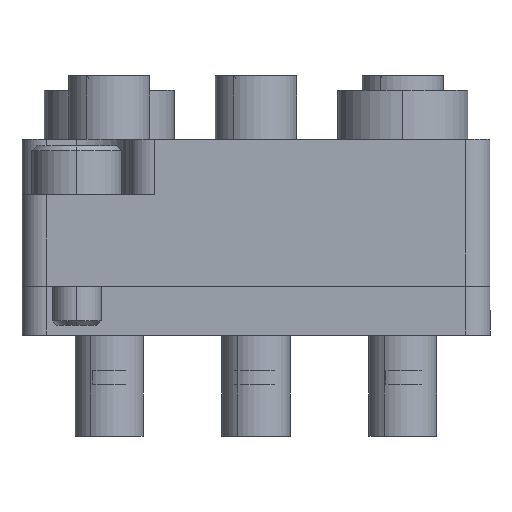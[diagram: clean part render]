
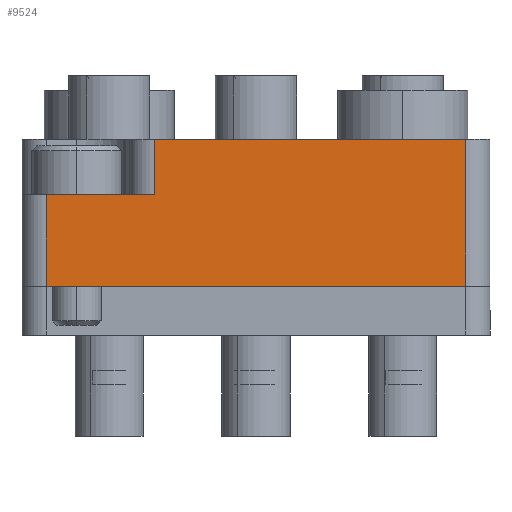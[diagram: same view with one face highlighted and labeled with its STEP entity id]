
A CAD part, front view. The second image highlights one B-rep face of the part: STEP entity #9524.
In plain terms, the highlighted face is planar.
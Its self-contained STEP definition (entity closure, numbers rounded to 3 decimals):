
#380 = VERTEX_POINT ( 'NONE', #792 ) ;
#559 = VERTEX_POINT ( 'NONE', #13133 ) ;
#690 = EDGE_LOOP ( 'NONE', ( #15468, #17301, #12601, #6544, #18055, #1896 ) ) ;
#792 = CARTESIAN_POINT ( 'NONE',  ( 30., 0., 12.85 ) ) ;
#1654 = DIRECTION ( 'NONE',  ( 0., -1., 0. ) ) ;
#1896 = ORIENTED_EDGE ( 'NONE', *, *, #18817, .T. ) ;
#2056 = DIRECTION ( 'NONE',  ( 0., 0., -1. ) ) ;
#2291 = DIRECTION ( 'NONE',  ( 1., 0., 0. ) ) ;
#3729 = AXIS2_PLACEMENT_3D ( 'NONE', #16721, #2291, #5531 ) ;
#3973 = CARTESIAN_POINT ( 'NONE',  ( 30., 9., 6.25 ) ) ;
#4114 = VECTOR ( 'NONE', #9153, 1000. ) ;
#4949 = CARTESIAN_POINT ( 'NONE',  ( 30., 5.6, 12.85 ) ) ;
#5531 = DIRECTION ( 'NONE',  ( 0., 1., 0. ) ) ;
#5791 = VECTOR ( 'NONE', #9203, 1000. ) ;
#5829 = VERTEX_POINT ( 'NONE', #4949 ) ;
#5967 = VERTEX_POINT ( 'NONE', #3973 ) ;
#6544 = ORIENTED_EDGE ( 'NONE', *, *, #8354, .T. ) ;
#6839 = LINE ( 'NONE', #13396, #5791 ) ;
#7145 = VECTOR ( 'NONE', #1654, 1000. ) ;
#7266 = FACE_OUTER_BOUND ( 'NONE', #690, .T. ) ;
#7316 = LINE ( 'NONE', #20424, #8878 ) ;
#8354 = EDGE_CURVE ( 'NONE', #5967, #10026, #11239, .T. ) ;
#8878 = VECTOR ( 'NONE', #17309, 1000. ) ;
#9153 = DIRECTION ( 'NONE',  ( 0., 1., 0. ) ) ;
#9203 = DIRECTION ( 'NONE',  ( 0., -1., 0. ) ) ;
#9288 = VECTOR ( 'NONE', #2056, 1000. ) ;
#9524 = ADVANCED_FACE ( 'NONE', ( #7266 ), #20271, .T. ) ;
#9660 = CARTESIAN_POINT ( 'NONE',  ( 30., 5.6, 6.25 ) ) ;
#10026 = VERTEX_POINT ( 'NONE', #9660 ) ;
#11081 = CARTESIAN_POINT ( 'NONE',  ( 30., 5.6, 7.75 ) ) ;
#11239 = LINE ( 'NONE', #21241, #7145 ) ;
#12494 = EDGE_CURVE ( 'NONE', #14836, #559, #16125, .T. ) ;
#12601 = ORIENTED_EDGE ( 'NONE', *, *, #18308, .F. ) ;
#13133 = CARTESIAN_POINT ( 'NONE',  ( 30., 9., -12.85 ) ) ;
#13396 = CARTESIAN_POINT ( 'NONE',  ( 30., 0., 12.85 ) ) ;
#14836 = VERTEX_POINT ( 'NONE', #15006 ) ;
#15006 = CARTESIAN_POINT ( 'NONE',  ( 30., 0., -12.85 ) ) ;
#15468 = ORIENTED_EDGE ( 'NONE', *, *, #16494, .T. ) ;
#15578 = EDGE_CURVE ( 'NONE', #5829, #10026, #19364, .T. ) ;
#16113 = VECTOR ( 'NONE', #16139, 1000. ) ;
#16125 = LINE ( 'NONE', #20634, #4114 ) ;
#16139 = DIRECTION ( 'NONE',  ( 0., 0., -1. ) ) ;
#16494 = EDGE_CURVE ( 'NONE', #380, #14836, #18635, .T. ) ;
#16591 = CARTESIAN_POINT ( 'NONE',  ( 30., 0., 14.35 ) ) ;
#16721 = CARTESIAN_POINT ( 'NONE',  ( 30., 9., 14.35 ) ) ;
#17301 = ORIENTED_EDGE ( 'NONE', *, *, #12494, .T. ) ;
#17309 = DIRECTION ( 'NONE',  ( 0., 0., -1. ) ) ;
#18055 = ORIENTED_EDGE ( 'NONE', *, *, #15578, .F. ) ;
#18308 = EDGE_CURVE ( 'NONE', #5967, #559, #7316, .T. ) ;
#18635 = LINE ( 'NONE', #16591, #9288 ) ;
#18817 = EDGE_CURVE ( 'NONE', #5829, #380, #6839, .T. ) ;
#19364 = LINE ( 'NONE', #11081, #16113 ) ;
#20271 = PLANE ( 'NONE',  #3729 ) ;
#20424 = CARTESIAN_POINT ( 'NONE',  ( 30., 9., 14.35 ) ) ;
#20634 = CARTESIAN_POINT ( 'NONE',  ( 30., 9., -12.85 ) ) ;
#21241 = CARTESIAN_POINT ( 'NONE',  ( 30., 5.6, 6.25 ) ) ;
